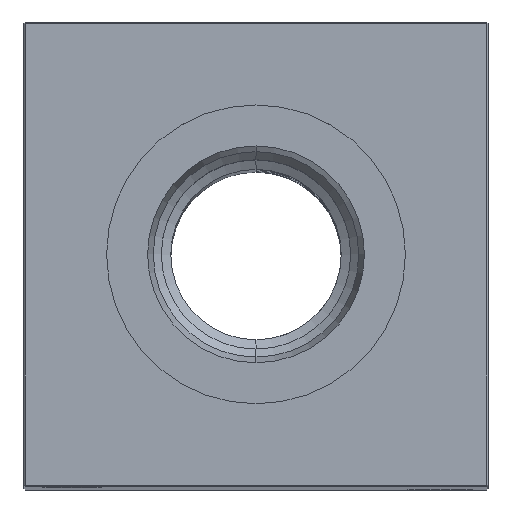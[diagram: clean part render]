
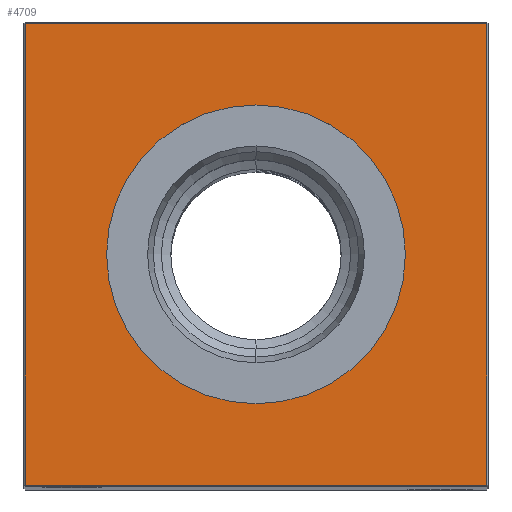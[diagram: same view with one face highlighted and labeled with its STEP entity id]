
A CAD part, top view. The second image highlights one B-rep face of the part: STEP entity #4709.
In plain terms, the highlighted planar face has unit normal (0, 0, 1).
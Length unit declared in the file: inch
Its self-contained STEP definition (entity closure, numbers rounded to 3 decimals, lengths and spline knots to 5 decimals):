
#228 = CARTESIAN_POINT ( 'NONE',  ( 0., 0., 12.25 ) ) ;
#521 = CARTESIAN_POINT ( 'NONE',  ( 1.49, 1.49, 12.25 ) ) ;
#1342 = ORIENTED_EDGE ( 'NONE', *, *, #1962, .T. ) ;
#1962 = EDGE_CURVE ( 'NONE', #5661, #5851, #7186, .T. ) ;
#2103 = DIRECTION ( 'NONE',  ( 0., 1., 0. ) ) ;
#3896 = LINE ( 'NONE', #19227, #19152 ) ;
#4709 = ADVANCED_FACE ( 'NONE', ( #18650, #5232 ), #16858, .F. ) ;
#4836 = AXIS2_PLACEMENT_3D ( 'NONE', #5478, #9294, #17104 ) ;
#5232 = FACE_BOUND ( 'NONE', #15257, .T. ) ;
#5274 = ORIENTED_EDGE ( 'NONE', *, *, #17463, .T. ) ;
#5478 = CARTESIAN_POINT ( 'NONE',  ( 0., 0., 12.25 ) ) ;
#5645 = CARTESIAN_POINT ( 'NONE',  ( 0., -1.49, 12.25 ) ) ;
#5661 = VERTEX_POINT ( 'NONE', #20924 ) ;
#5851 = VERTEX_POINT ( 'NONE', #14678 ) ;
#6193 = DIRECTION ( 'NONE',  ( 0., 0., -1. ) ) ;
#6363 = DIRECTION ( 'NONE',  ( 0., -1., 0. ) ) ;
#6459 = CARTESIAN_POINT ( 'NONE',  ( 0., 0., 12.25 ) ) ;
#6738 = CARTESIAN_POINT ( 'NONE',  ( 0., 0.96457, 12.25 ) ) ;
#7181 = VERTEX_POINT ( 'NONE', #6738 ) ;
#7186 = LINE ( 'NONE', #5645, #18324 ) ;
#8390 = DIRECTION ( 'NONE',  ( -1., 0., 0. ) ) ;
#8647 = CARTESIAN_POINT ( 'NONE',  ( 0., -0.96457, 12.25 ) ) ;
#9294 = DIRECTION ( 'NONE',  ( 0., 0., -1. ) ) ;
#9736 = AXIS2_PLACEMENT_3D ( 'NONE', #6459, #6193, #14266 ) ;
#10034 = AXIS2_PLACEMENT_3D ( 'NONE', #228, #20043, #15967 ) ;
#10665 = ORIENTED_EDGE ( 'NONE', *, *, #21802, .T. ) ;
#13172 = ORIENTED_EDGE ( 'NONE', *, *, #14665, .T. ) ;
#14151 = EDGE_LOOP ( 'NONE', ( #15343, #1342, #24948, #10665 ) ) ;
#14266 = DIRECTION ( 'NONE',  ( -1., 0., 0. ) ) ;
#14665 = EDGE_CURVE ( 'NONE', #20785, #7181, #19962, .T. ) ;
#14678 = CARTESIAN_POINT ( 'NONE',  ( 1.49, -1.49, 12.25 ) ) ;
#15257 = EDGE_LOOP ( 'NONE', ( #5274, #13172 ) ) ;
#15343 = ORIENTED_EDGE ( 'NONE', *, *, #16575, .T. ) ;
#15721 = EDGE_CURVE ( 'NONE', #5851, #24284, #3896, .T. ) ;
#15967 = DIRECTION ( 'NONE',  ( -1., 0., 0. ) ) ;
#16575 = EDGE_CURVE ( 'NONE', #16688, #5661, #22455, .T. ) ;
#16602 = CIRCLE ( 'NONE', #10034, 0.96457 ) ;
#16688 = VERTEX_POINT ( 'NONE', #20652 ) ;
#16858 = PLANE ( 'NONE',  #4836 ) ;
#17104 = DIRECTION ( 'NONE',  ( -1., 0., 0. ) ) ;
#17455 = VECTOR ( 'NONE', #8390, 39.37008 ) ;
#17463 = EDGE_CURVE ( 'NONE', #7181, #20785, #16602, .T. ) ;
#17780 = VECTOR ( 'NONE', #6363, 39.37008 ) ;
#18324 = VECTOR ( 'NONE', #19050, 39.37008 ) ;
#18650 = FACE_OUTER_BOUND ( 'NONE', #14151, .T. ) ;
#19050 = DIRECTION ( 'NONE',  ( 1., 0., 0. ) ) ;
#19152 = VECTOR ( 'NONE', #2103, 39.37008 ) ;
#19227 = CARTESIAN_POINT ( 'NONE',  ( 1.49, 0., 12.25 ) ) ;
#19871 = CARTESIAN_POINT ( 'NONE',  ( 0., 1.49, 12.25 ) ) ;
#19962 = CIRCLE ( 'NONE', #9736, 0.96457 ) ;
#20043 = DIRECTION ( 'NONE',  ( 0., 0., -1. ) ) ;
#20652 = CARTESIAN_POINT ( 'NONE',  ( -1.49, 1.49, 12.25 ) ) ;
#20785 = VERTEX_POINT ( 'NONE', #8647 ) ;
#20924 = CARTESIAN_POINT ( 'NONE',  ( -1.49, -1.49, 12.25 ) ) ;
#21802 = EDGE_CURVE ( 'NONE', #24284, #16688, #24219, .T. ) ;
#22202 = CARTESIAN_POINT ( 'NONE',  ( -1.49, 0., 12.25 ) ) ;
#22455 = LINE ( 'NONE', #22202, #17780 ) ;
#24219 = LINE ( 'NONE', #19871, #17455 ) ;
#24284 = VERTEX_POINT ( 'NONE', #521 ) ;
#24948 = ORIENTED_EDGE ( 'NONE', *, *, #15721, .T. ) ;
